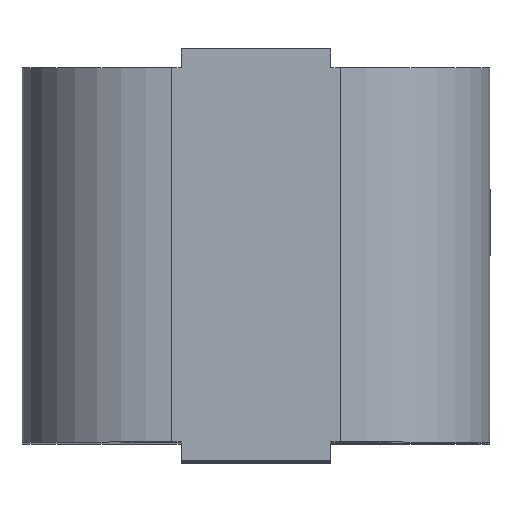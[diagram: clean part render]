
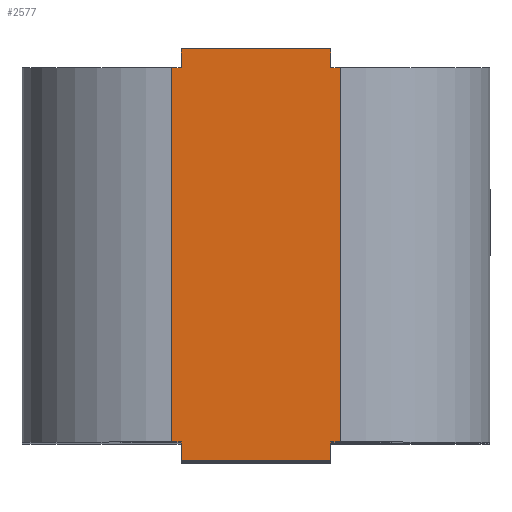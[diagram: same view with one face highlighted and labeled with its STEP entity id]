
A CAD part, top view. The second image highlights one B-rep face of the part: STEP entity #2577.
In plain terms, the highlighted planar face has unit normal (0, 0, 1).
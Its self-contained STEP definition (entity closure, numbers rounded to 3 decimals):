
#1 = CARTESIAN_POINT ( 'NONE',  ( 0., 21., 65.5 ) ) ;
#60 = VECTOR ( 'NONE', #4129, 1000. ) ;
#123 = LINE ( 'NONE', #1, #60 ) ;
#129 = ORIENTED_EDGE ( 'NONE', *, *, #2231, .T. ) ;
#131 = CARTESIAN_POINT ( 'NONE',  ( 4., 20., 65.5 ) ) ;
#181 = VERTEX_POINT ( 'NONE', #4929 ) ;
#216 = CARTESIAN_POINT ( 'NONE',  ( 4., 21., 65.5 ) ) ;
#278 = EDGE_CURVE ( 'NONE', #3840, #2927, #3272, .T. ) ;
#349 = EDGE_CURVE ( 'NONE', #1753, #2887, #1329, .T. ) ;
#569 = DIRECTION ( 'NONE',  ( 0., 1., 0. ) ) ;
#570 = CARTESIAN_POINT ( 'NONE',  ( 0., 0., 65.5 ) ) ;
#576 = ORIENTED_EDGE ( 'NONE', *, *, #2682, .F. ) ;
#664 = LINE ( 'NONE', #1096, #1345 ) ;
#725 = ORIENTED_EDGE ( 'NONE', *, *, #2571, .F. ) ;
#744 = EDGE_LOOP ( 'NONE', ( #1071, #3427, #815, #576, #2329, #725, #4904, #1064, #129, #5027, #1184, #1000 ) ) ;
#764 = VERTEX_POINT ( 'NONE', #4965 ) ;
#791 = CARTESIAN_POINT ( 'NONE',  ( 4.5, 10., 65.5 ) ) ;
#815 = ORIENTED_EDGE ( 'NONE', *, *, #5131, .T. ) ;
#1000 = ORIENTED_EDGE ( 'NONE', *, *, #2783, .F. ) ;
#1019 = AXIS2_PLACEMENT_3D ( 'NONE', #1567, #2748, #4337 ) ;
#1023 = CARTESIAN_POINT ( 'NONE',  ( 4., -1., 65.5 ) ) ;
#1064 = ORIENTED_EDGE ( 'NONE', *, *, #2789, .F. ) ;
#1071 = ORIENTED_EDGE ( 'NONE', *, *, #1843, .T. ) ;
#1088 = B_SPLINE_CURVE_WITH_KNOTS ( 'NONE', 1,
 ( #4165, #1811 ),
 .UNSPECIFIED., .F., .F.,
 ( 2, 2 ),
 ( 0., 1. ),
 .UNSPECIFIED. ) ;
#1091 = DIRECTION ( 'NONE',  ( 1., 0., 0. ) ) ;
#1096 = CARTESIAN_POINT ( 'NONE',  ( 0., 20., 65.5 ) ) ;
#1100 = EDGE_CURVE ( 'NONE', #2887, #3996, #1088, .T. ) ;
#1183 = DIRECTION ( 'NONE',  ( 0., -1., 0. ) ) ;
#1184 = ORIENTED_EDGE ( 'NONE', *, *, #349, .F. ) ;
#1265 = VECTOR ( 'NONE', #1521, 1000. ) ;
#1274 = CARTESIAN_POINT ( 'NONE',  ( -4.5, 10., 65.5 ) ) ;
#1329 = LINE ( 'NONE', #3905, #1265 ) ;
#1345 = VECTOR ( 'NONE', #3896, 1000. ) ;
#1377 = VECTOR ( 'NONE', #1091, 1000. ) ;
#1507 = PLANE ( 'NONE',  #1019 ) ;
#1521 = DIRECTION ( 'NONE',  ( -1., 0., 0. ) ) ;
#1562 = CARTESIAN_POINT ( 'NONE',  ( -4., 20., 65.5 ) ) ;
#1567 = CARTESIAN_POINT ( 'NONE',  ( 4.5, -1., 65.5 ) ) ;
#1641 = LINE ( 'NONE', #3527, #1377 ) ;
#1753 = VERTEX_POINT ( 'NONE', #1023 ) ;
#1803 = VERTEX_POINT ( 'NONE', #216 ) ;
#1811 = CARTESIAN_POINT ( 'NONE',  ( -4., 0., 65.5 ) ) ;
#1843 = EDGE_CURVE ( 'NONE', #181, #2196, #1641, .T. ) ;
#1943 = VERTEX_POINT ( 'NONE', #5091 ) ;
#2102 = LINE ( 'NONE', #791, #2863 ) ;
#2196 = VERTEX_POINT ( 'NONE', #3397 ) ;
#2231 = EDGE_CURVE ( 'NONE', #764, #3996, #4428, .T. ) ;
#2329 = ORIENTED_EDGE ( 'NONE', *, *, #4757, .T. ) ;
#2335 = CARTESIAN_POINT ( 'NONE',  ( -4., -1., 65.5 ) ) ;
#2342 = CARTESIAN_POINT ( 'NONE',  ( -4., 21., 65.5 ) ) ;
#2571 = EDGE_CURVE ( 'NONE', #3840, #1943, #4779, .T. ) ;
#2577 = ADVANCED_FACE ( 'NONE', ( #3687 ), #1507, .T. ) ;
#2591 = CARTESIAN_POINT ( 'NONE',  ( 0., 20., 65.5 ) ) ;
#2682 = EDGE_CURVE ( 'NONE', #1803, #4084, #3209, .T. ) ;
#2748 = DIRECTION ( 'NONE',  ( 0., 0., 1. ) ) ;
#2757 = VECTOR ( 'NONE', #4903, 1000. ) ;
#2783 = EDGE_CURVE ( 'NONE', #181, #1753, #3973, .T. ) ;
#2789 = EDGE_CURVE ( 'NONE', #764, #2927, #4906, .T. ) ;
#2849 = CARTESIAN_POINT ( 'NONE',  ( 4., 21., 65.5 ) ) ;
#2863 = VECTOR ( 'NONE', #1183, 1000. ) ;
#2879 = CARTESIAN_POINT ( 'NONE',  ( -4., 0., 65.5 ) ) ;
#2887 = VERTEX_POINT ( 'NONE', #2335 ) ;
#2889 = CARTESIAN_POINT ( 'NONE',  ( 4., 0., 65.5 ) ) ;
#2927 = VERTEX_POINT ( 'NONE', #3090 ) ;
#3090 = CARTESIAN_POINT ( 'NONE',  ( -4.5, 20., 65.5 ) ) ;
#3104 = DIRECTION ( 'NONE',  ( -1., 0., 0. ) ) ;
#3205 = CARTESIAN_POINT ( 'NONE',  ( 4., 20., 65.5 ) ) ;
#3209 = B_SPLINE_CURVE_WITH_KNOTS ( 'NONE', 1,
 ( #2849, #3205 ),
 .UNSPECIFIED., .F., .F.,
 ( 2, 2 ),
 ( 0., 1. ),
 .UNSPECIFIED. ) ;
#3272 = LINE ( 'NONE', #2591, #5108 ) ;
#3286 = CARTESIAN_POINT ( 'NONE',  ( 4., -1., 65.5 ) ) ;
#3397 = CARTESIAN_POINT ( 'NONE',  ( 4.5, 0., 65.5 ) ) ;
#3427 = ORIENTED_EDGE ( 'NONE', *, *, #3909, .F. ) ;
#3527 = CARTESIAN_POINT ( 'NONE',  ( 0., 0., 65.5 ) ) ;
#3546 = CARTESIAN_POINT ( 'NONE',  ( 4.5, 20., 65.5 ) ) ;
#3687 = FACE_OUTER_BOUND ( 'NONE', #744, .T. ) ;
#3840 = VERTEX_POINT ( 'NONE', #1562 ) ;
#3895 = VERTEX_POINT ( 'NONE', #3546 ) ;
#3896 = DIRECTION ( 'NONE',  ( -1., 0., 0. ) ) ;
#3905 = CARTESIAN_POINT ( 'NONE',  ( 0., -1., 65.5 ) ) ;
#3909 = EDGE_CURVE ( 'NONE', #3895, #2196, #2102, .T. ) ;
#3955 = CARTESIAN_POINT ( 'NONE',  ( -4., 20., 65.5 ) ) ;
#3973 = B_SPLINE_CURVE_WITH_KNOTS ( 'NONE', 1,
 ( #2889, #3286 ),
 .UNSPECIFIED., .F., .F.,
 ( 2, 2 ),
 ( 0., 1. ),
 .UNSPECIFIED. ) ;
#3996 = VERTEX_POINT ( 'NONE', #2879 ) ;
#4084 = VERTEX_POINT ( 'NONE', #131 ) ;
#4129 = DIRECTION ( 'NONE',  ( -1., 0., 0. ) ) ;
#4165 = CARTESIAN_POINT ( 'NONE',  ( -4., -1., 65.5 ) ) ;
#4337 = DIRECTION ( 'NONE',  ( 0., 1., 0. ) ) ;
#4428 = LINE ( 'NONE', #570, #2757 ) ;
#4531 = VECTOR ( 'NONE', #569, 1000. ) ;
#4757 = EDGE_CURVE ( 'NONE', #1803, #1943, #123, .T. ) ;
#4779 = B_SPLINE_CURVE_WITH_KNOTS ( 'NONE', 1,
 ( #3955, #2342 ),
 .UNSPECIFIED., .F., .F.,
 ( 2, 2 ),
 ( 0., 1. ),
 .UNSPECIFIED. ) ;
#4903 = DIRECTION ( 'NONE',  ( 1., 0., 0. ) ) ;
#4904 = ORIENTED_EDGE ( 'NONE', *, *, #278, .T. ) ;
#4906 = LINE ( 'NONE', #1274, #4531 ) ;
#4929 = CARTESIAN_POINT ( 'NONE',  ( 4., 0., 65.5 ) ) ;
#4965 = CARTESIAN_POINT ( 'NONE',  ( -4.5, 0., 65.5 ) ) ;
#5027 = ORIENTED_EDGE ( 'NONE', *, *, #1100, .F. ) ;
#5091 = CARTESIAN_POINT ( 'NONE',  ( -4., 21., 65.5 ) ) ;
#5108 = VECTOR ( 'NONE', #3104, 1000. ) ;
#5131 = EDGE_CURVE ( 'NONE', #3895, #4084, #664, .T. ) ;
